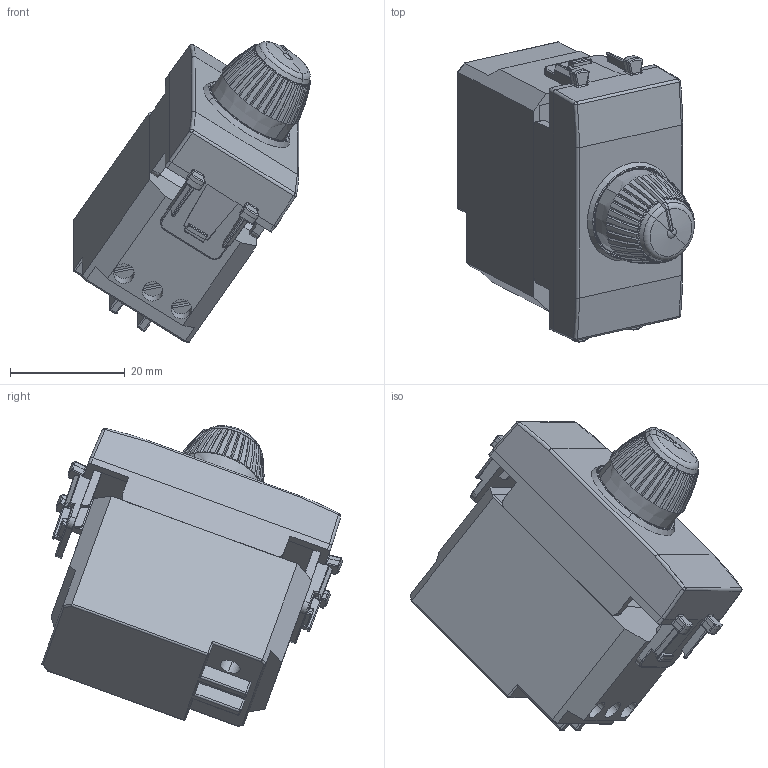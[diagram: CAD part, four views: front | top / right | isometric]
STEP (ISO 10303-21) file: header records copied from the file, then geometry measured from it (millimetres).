
FILE_DESCRIPTION(('CATIA V5 STEP Exchange'),'2;1');
FILE_NAME('441048UR.stp','2023-10-18T13:15:26+00:00',('none'),('none'),'CATIA Version 5-6 Release 2016 SP6','CATIA V5 STEP AP203','none');
FILE_SCHEMA(('CONFIG_CONTROL_DESIGN'));
Length unit declared in the file: millimetre
Products named in the file (1): 441048UR
Assembly tree (4 placements, depth 2):
  441048UR
    #57
    #25049
    #28546
    #37559
Bounding box: 41.34 x 52.43 x 52.5 mm (x, y, z)
Volume: 27178.2 mm3; surface area: 15147 mm2
Topology: 5 solids, 5 shells, 843 faces, 2079 edges, 1212 vertices
Faces by surface type: plane 274, cylinder 204, cone 161, torus 61, sphere 52, revolution 47, bspline 44
Entity records: 37584 total; most frequent: CARTESIAN_POINT 20744, ORIENTED_EDGE 4050, DIRECTION 2354, EDGE_CURVE 2025, VERTEX_POINT 1208, AXIS2_PLACEMENT_3D 1067, EDGE_LOOP 863, B_SPLINE_CURVE_WITH_KNOTS 847
